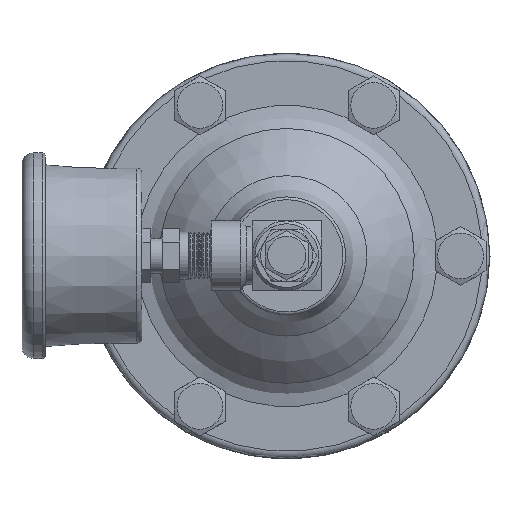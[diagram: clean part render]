
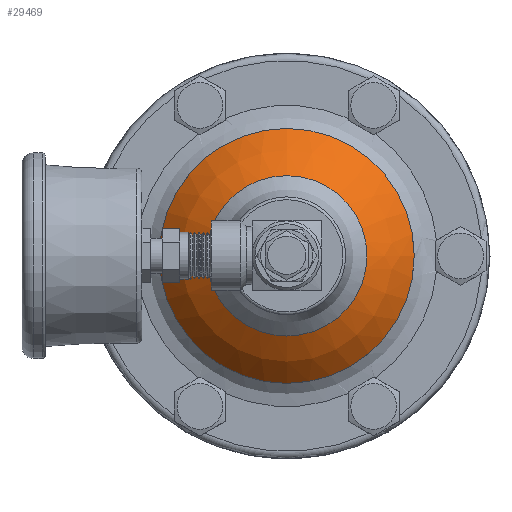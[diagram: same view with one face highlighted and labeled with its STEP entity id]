
A CAD part, top view. The second image highlights one B-rep face of the part: STEP entity #29469.
In plain terms, the highlighted spherical face has radius 35.56 mm.
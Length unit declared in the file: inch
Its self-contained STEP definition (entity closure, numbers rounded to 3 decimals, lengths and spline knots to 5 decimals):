
#24048=CARTESIAN_POINT('',(-9.74456,-16.89205,2.33852));
#24049=VERTEX_POINT('',#24048);
#24050=CARTESIAN_POINT('',(-10.84466,-16.89205,2.33852));
#24051=DIRECTION('',(0.0,0.0,1.0));
#24052=DIRECTION('',(-1.0,0.0,0.0));
#24053=AXIS2_PLACEMENT_3D('',#24050,#24051,#24052);
#24054=CIRCLE('',#24053,1.1001);
#24055=EDGE_CURVE('',#24049,#24049,#24054,.T.);
#24745=CARTESIAN_POINT('',(-11.53679,-16.89205,2.68956));
#24746=VERTEX_POINT('',#24745);
#24747=CARTESIAN_POINT('',(-10.84466,-16.89205,2.68956));
#24748=DIRECTION('',(0.0,0.0,1.0));
#24749=DIRECTION('',(-1.0,0.0,0.0));
#24750=AXIS2_PLACEMENT_3D('',#24747,#24748,#24749);
#24751=CIRCLE('',#24750,0.69213);
#24752=EDGE_CURVE('',#24746,#24746,#24751,.T.);
#29458=CARTESIAN_POINT('',(-10.84466,-16.89205,1.47262));
#29459=DIRECTION('',(0.0,0.0,1.0));
#29460=DIRECTION('',(1.0,0.0,0.0));
#29461=AXIS2_PLACEMENT_3D('',#29458,#29459,#29460);
#29462=SPHERICAL_SURFACE('',#29461,1.4);
#29463=ORIENTED_EDGE('',*,*,#24055,.T.);
#29464=EDGE_LOOP('',(#29463));
#29465=FACE_OUTER_BOUND('',#29464,.T.);
#29466=ORIENTED_EDGE('',*,*,#24752,.F.);
#29467=EDGE_LOOP('',(#29466));
#29468=FACE_BOUND('',#29467,.T.);
#29469=ADVANCED_FACE('',(#29465,#29468),#29462,.T.);
